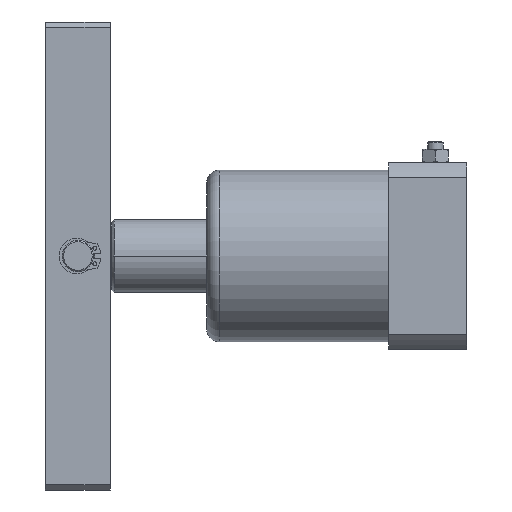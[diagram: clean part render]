
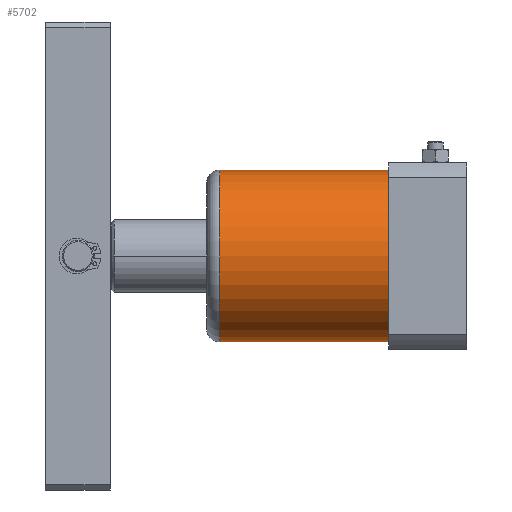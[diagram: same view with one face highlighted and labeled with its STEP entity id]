
A CAD part, left-side view. The second image highlights one B-rep face of the part: STEP entity #5702.
In plain terms, the highlighted cylindrical face has radius 33 mm (diameter 66 mm), a partial arc.
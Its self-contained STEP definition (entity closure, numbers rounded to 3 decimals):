
#300 = AXIS2_PLACEMENT_3D ( 'NONE', #4105, #4106, #4107 ) ;
#346 = AXIS2_PLACEMENT_3D ( 'NONE', #4305, #4304, #4301 ) ;
#606 = CARTESIAN_POINT ( 'NONE',  ( 0., 30., 0. ) ) ;
#607 = DIRECTION ( 'NONE',  ( 0., 1., 0. ) ) ;
#608 = DIRECTION ( 'NONE',  ( 0., 0., -1. ) ) ;
#609 = CARTESIAN_POINT ( 'NONE',  ( 0., 100., 33. ) ) ;
#610 = DIRECTION ( 'NONE',  ( 0., -1., 0. ) ) ;
#1002 = EDGE_LOOP ( 'NONE', ( #7748, #7750, #7752, #7754 ) ) ;
#2172 = CARTESIAN_POINT ( 'NONE',  ( 0., 95., -33. ) ) ;
#2283 = CARTESIAN_POINT ( 'NONE',  ( 0., 30., 33. ) ) ;
#2481 = CARTESIAN_POINT ( 'NONE',  ( 0., 95., 33. ) ) ;
#2653 = CARTESIAN_POINT ( 'NONE',  ( 0., 30., -33. ) ) ;
#2937 = CIRCLE ( 'NONE', #300, 33. ) ;
#2965 = LINE ( 'NONE', #4162, #2972 ) ;
#2972 = VECTOR ( 'NONE', #4157, 1000. ) ;
#3027 = FACE_OUTER_BOUND ( 'NONE', #1002, .T. ) ;
#3031 = CYLINDRICAL_SURFACE ( 'NONE', #346, 33. ) ;
#3138 = VERTEX_POINT ( 'NONE', #2172 ) ;
#3139 = VERTEX_POINT ( 'NONE', #2481 ) ;
#3145 = VERTEX_POINT ( 'NONE', #2283 ) ;
#3147 = VERTEX_POINT ( 'NONE', #2653 ) ;
#3700 = CIRCLE ( 'NONE', #4548, 33. ) ;
#3704 = LINE ( 'NONE', #609, #3707 ) ;
#3707 = VECTOR ( 'NONE', #610, 1000. ) ;
#3938 = EDGE_CURVE ( 'NONE', #3139, #3138, #2937, .T. ) ;
#3960 = EDGE_CURVE ( 'NONE', #3138, #3147, #2965, .T. ) ;
#4105 = CARTESIAN_POINT ( 'NONE',  ( 0., 95., 0. ) ) ;
#4106 = DIRECTION ( 'NONE',  ( 0., -1., 0. ) ) ;
#4107 = DIRECTION ( 'NONE',  ( 0., 0., 1. ) ) ;
#4157 = DIRECTION ( 'NONE',  ( 0., -1., 0. ) ) ;
#4162 = CARTESIAN_POINT ( 'NONE',  ( 0., 100., -33. ) ) ;
#4301 = DIRECTION ( 'NONE',  ( 0., 0., -1. ) ) ;
#4304 = DIRECTION ( 'NONE',  ( 0., -1., 0. ) ) ;
#4305 = CARTESIAN_POINT ( 'NONE',  ( 0., 100., 0. ) ) ;
#4548 = AXIS2_PLACEMENT_3D ( 'NONE', #606, #607, #608 ) ;
#5702 = ADVANCED_FACE ( 'NONE', ( #3027 ), #3031, .T. ) ;
#6435 = EDGE_CURVE ( 'NONE', #3147, #3145, #3700, .T. ) ;
#6439 = EDGE_CURVE ( 'NONE', #3139, #3145, #3704, .T. ) ;
#7748 = ORIENTED_EDGE ( 'NONE', *, *, #6439, .F. ) ;
#7750 = ORIENTED_EDGE ( 'NONE', *, *, #3938, .T. ) ;
#7752 = ORIENTED_EDGE ( 'NONE', *, *, #3960, .T. ) ;
#7754 = ORIENTED_EDGE ( 'NONE', *, *, #6435, .T. ) ;
